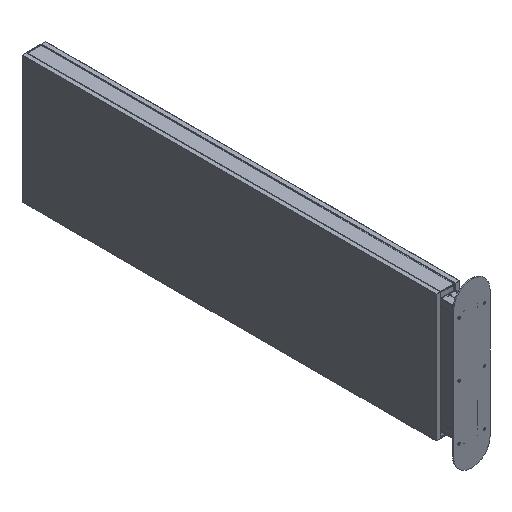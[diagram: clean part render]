
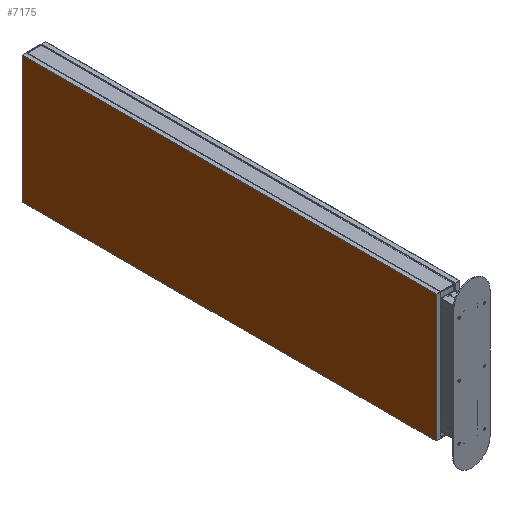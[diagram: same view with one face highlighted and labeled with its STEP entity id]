
A CAD part, isometric view. The second image highlights one B-rep face of the part: STEP entity #7175.
In plain terms, the highlighted free-form (B-spline) face has degree [1, 1] with [2, 2] control points.
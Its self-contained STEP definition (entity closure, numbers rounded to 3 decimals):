
#6573 = VERTEX_POINT('',#6574);
#6574 = CARTESIAN_POINT('',(-106.019,-1549.348,
    477.735));
#6584 = EDGE_CURVE('',#6585,#6573,#6587,.T.);
#6585 = VERTEX_POINT('',#6586);
#6586 = CARTESIAN_POINT('',(-106.019,-1549.348,
    -477.735));
#6587 = B_SPLINE_CURVE_WITH_KNOTS('',1,(#6588,#6589),.UNSPECIFIED.,.F.,
  .F.,(2,2),(-174.6,523.8),.PIECEWISE_BEZIER_KNOTS.);
#6588 = CARTESIAN_POINT('',(-106.019,-1549.348,
    -477.735));
#6589 = CARTESIAN_POINT('',(-106.019,-1549.348,
    477.735));
#6733 = VERTEX_POINT('',#6734);
#6734 = CARTESIAN_POINT('',(-106.019,1567.695,
    477.735));
#6744 = EDGE_CURVE('',#6573,#6733,#6745,.T.);
#6745 = B_SPLINE_CURVE_WITH_KNOTS('',1,(#6746,#6747),.UNSPECIFIED.,.F.,
  .F.,(2,2),(-569.6,1708.8),.PIECEWISE_BEZIER_KNOTS.);
#6746 = CARTESIAN_POINT('',(-106.019,-1549.348,
    477.735));
#6747 = CARTESIAN_POINT('',(-106.019,1567.695,
    477.735));
#6885 = VERTEX_POINT('',#6886);
#6886 = CARTESIAN_POINT('',(-106.019,1567.695,
    -477.735));
#6896 = EDGE_CURVE('',#6733,#6885,#6897,.T.);
#6897 = B_SPLINE_CURVE_WITH_KNOTS('',1,(#6898,#6899),.UNSPECIFIED.,.F.,
  .F.,(2,2),(-174.6,523.8),.PIECEWISE_BEZIER_KNOTS.);
#6898 = CARTESIAN_POINT('',(-106.019,1567.695,
    477.735));
#6899 = CARTESIAN_POINT('',(-106.019,1567.695,
    -477.735));
#7046 = EDGE_CURVE('',#6885,#6585,#7047,.T.);
#7047 = B_SPLINE_CURVE_WITH_KNOTS('',1,(#7048,#7049),.UNSPECIFIED.,.F.,
  .F.,(2,2),(-569.6,1708.8),.PIECEWISE_BEZIER_KNOTS.);
#7048 = CARTESIAN_POINT('',(-106.019,1567.695,
    -477.735));
#7049 = CARTESIAN_POINT('',(-106.019,-1549.348,
    -477.735));
#7175 = ADVANCED_FACE('',(#7176),#7182,.T.);
#7176 = FACE_BOUND('',#7177,.T.);
#7177 = EDGE_LOOP('',(#7178,#7179,#7180,#7181));
#7178 = ORIENTED_EDGE('',*,*,#6584,.T.);
#7179 = ORIENTED_EDGE('',*,*,#6744,.T.);
#7180 = ORIENTED_EDGE('',*,*,#6896,.T.);
#7181 = ORIENTED_EDGE('',*,*,#7046,.T.);
#7182 = B_SPLINE_SURFACE_WITH_KNOTS('',1,1,(
    (#7183,#7184)
    ,(#7185,#7186
  )),.UNSPECIFIED.,.F.,.F.,.F.,(2,2),(2,2),(-349.2,349.2),(-1139.2,
    1139.2),.PIECEWISE_BEZIER_KNOTS.);
#7183 = CARTESIAN_POINT('',(-106.019,-1549.348,
    -477.735));
#7184 = CARTESIAN_POINT('',(-106.019,1567.695,
    -477.735));
#7185 = CARTESIAN_POINT('',(-106.019,-1549.348,
    477.735));
#7186 = CARTESIAN_POINT('',(-106.019,1567.695,
    477.735));
